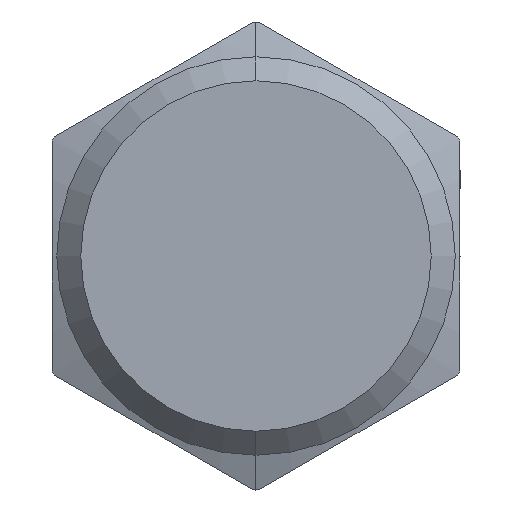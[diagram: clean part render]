
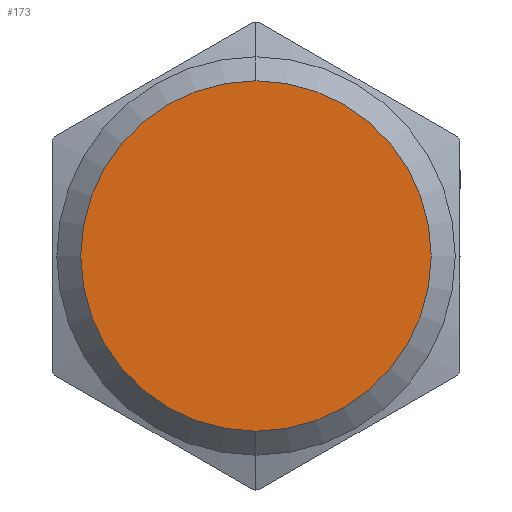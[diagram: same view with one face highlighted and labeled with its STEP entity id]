
A CAD part, left-side view. The second image highlights one B-rep face of the part: STEP entity #173.
In plain terms, the highlighted planar face has unit normal (-1, 0, 0).
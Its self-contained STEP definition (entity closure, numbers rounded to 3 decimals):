
#35 = CARTESIAN_POINT ( 'NONE',  ( 0., 0., 0. ) ) ;
#62 = EDGE_LOOP ( 'NONE', ( #855, #317 ) ) ;
#121 = FACE_OUTER_BOUND ( 'NONE', #62, .T. ) ;
#173 = ADVANCED_FACE ( 'NONE', ( #121 ), #1212, .F. ) ;
#212 = VERTEX_POINT ( 'NONE', #671 ) ;
#317 = ORIENTED_EDGE ( 'NONE', *, *, #747, .T. ) ;
#376 = VERTEX_POINT ( 'NONE', #1245 ) ;
#393 = DIRECTION ( 'NONE',  ( 0., 0., -1. ) ) ;
#493 = CIRCLE ( 'NONE', #1428, 7.3 ) ;
#546 = DIRECTION ( 'NONE',  ( 0., 0., -1. ) ) ;
#563 = EDGE_CURVE ( 'NONE', #212, #376, #734, .T. ) ;
#671 = CARTESIAN_POINT ( 'NONE',  ( 0., 0., -7.3 ) ) ;
#734 = CIRCLE ( 'NONE', #1118, 7.3 ) ;
#747 = EDGE_CURVE ( 'NONE', #376, #212, #493, .T. ) ;
#769 = DIRECTION ( 'NONE',  ( 0., 0., -1. ) ) ;
#855 = ORIENTED_EDGE ( 'NONE', *, *, #563, .T. ) ;
#885 = CARTESIAN_POINT ( 'NONE',  ( 0., 0., 0. ) ) ;
#928 = DIRECTION ( 'NONE',  ( -1., 0., 0. ) ) ;
#997 = CARTESIAN_POINT ( 'NONE',  ( 0., 0., 0. ) ) ;
#1118 = AXIS2_PLACEMENT_3D ( 'NONE', #35, #928, #393 ) ;
#1212 = PLANE ( 'NONE',  #1387 ) ;
#1220 = DIRECTION ( 'NONE',  ( -1., 0., 0. ) ) ;
#1245 = CARTESIAN_POINT ( 'NONE',  ( 0., 0., 7.3 ) ) ;
#1387 = AXIS2_PLACEMENT_3D ( 'NONE', #885, #1416, #769 ) ;
#1416 = DIRECTION ( 'NONE',  ( 1., 0., 0. ) ) ;
#1428 = AXIS2_PLACEMENT_3D ( 'NONE', #997, #1220, #546 ) ;
